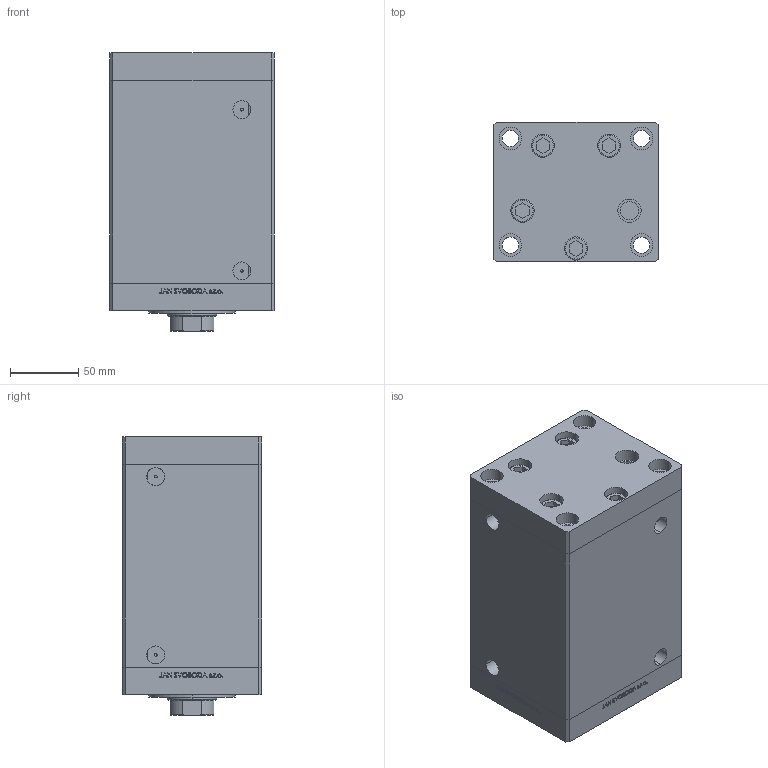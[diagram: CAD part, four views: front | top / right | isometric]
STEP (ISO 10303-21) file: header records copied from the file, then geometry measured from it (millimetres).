
FILE_DESCRIPTION (( 'STEP AP203' ), '1' );
FILE_NAME ('a21e.STEP', '2022-04-29T08:40:08', ( '' ), ( '' ), 'SwSTEP 2.0', 'SolidWorks 2019', '' );
FILE_SCHEMA (( 'CONFIG_CONTROL_DESIGN' ));
Length unit declared in the file: millimetre
Products named in the file (6): V220C BACK_C d1c4a7b48bbfba986122e2ca41d24fdc; ALLEN BOLT d1c4a7b48bbfba986122e2ca41d24fdc; V220C_C MIDDLE d1c4a7b48bbfba986122e2ca41d24fdc; V220C FRONT d1c4a7b48bbfba986122e2ca41d24fdc; V220C_VC_C d1c4a7b48bbfba986122e2ca41d24fdc; a21e
Assembly tree (13 placements, depth 2):
  a21e
    ALLEN BOLT d1c4a7b48bbfba986122e2ca41d24fdc  x9
    V220C_C MIDDLE d1c4a7b48bbfba986122e2ca41d24fdc
    V220C FRONT d1c4a7b48bbfba986122e2ca41d24fdc
    V220C_VC_C d1c4a7b48bbfba986122e2ca41d24fdc
    V220C BACK_C d1c4a7b48bbfba986122e2ca41d24fdc
Bounding box: 120 x 102 x 203.5 mm (x, y, z)
Volume: 1944152.2 mm3; surface area: 281515.1 mm2
Topology: 13 solids, 13 shells, 1185 faces, 2971 edges, 1951 vertices
Faces by surface type: plane 546, bspline 380, cylinder 177, cone 42, torus 40
Entity records: 50235 total; most frequent: CARTESIAN_POINT 26963, ORIENTED_EDGE 5202, DIRECTION 3421, EDGE_CURVE 2601, VERTEX_POINT 1727, VECTOR 1495, LINE 1495, EDGE_LOOP 1198
